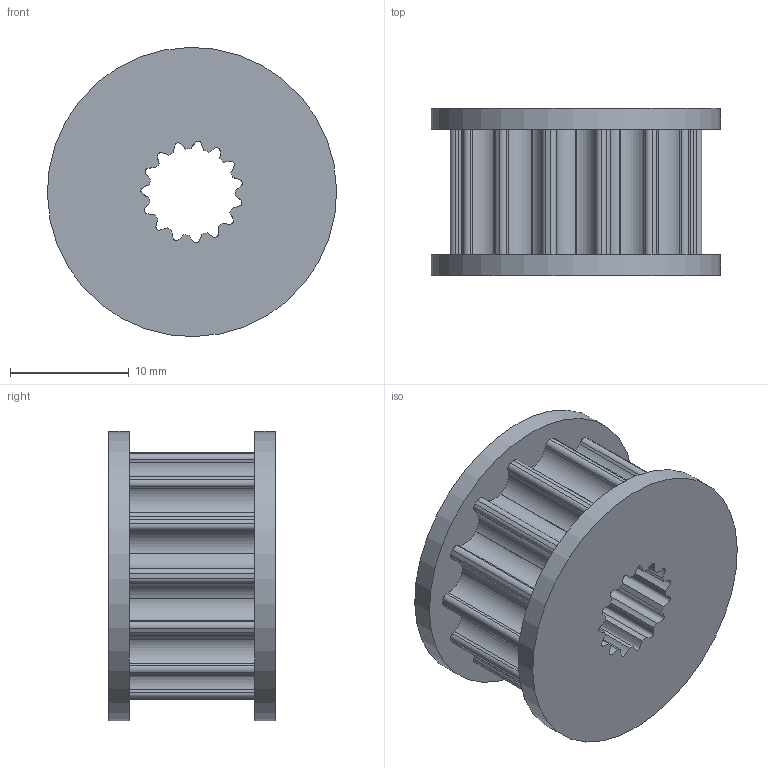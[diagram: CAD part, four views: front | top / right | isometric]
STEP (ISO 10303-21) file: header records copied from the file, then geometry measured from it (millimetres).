
FILE_DESCRIPTION(/* description */ ('STEP AP242'),/* implementation_level */ '2;1');
FILE_NAME(/* name */ '14t htd pulley.stp',/* time_stamp */ '2025-02-28T18:04:28-05:00',/* author */ ('brand'),/* organization */ (''),/* preprocessor_version */ 'ST-DEVELOPER v19.2',/* originating_system */ 'Autodesk Inventor 2023',/* authorisation */ ' ');
FILE_SCHEMA (('AUTOMOTIVE_DESIGN { 1 0 10303 214 3 1 1 }'));
Length unit declared in the file: metre
Products named in the file (1): 14t HTD Pulley 9.53mm Wide
Bounding box: 24.31 x 14.03 x 24.31 mm (x, y, z)
Volume: 3799 mm3; surface area: 2952.2 mm2
Topology: 1 solids, 1 shells, 214 faces, 609 edges, 406 vertices
Faces by surface type: cylinder 101, plane 89, bspline 24
Full cylindrical faces by diameter (mm): 24.313 x2
Entity records: 12811 total; most frequent: CARTESIAN_POINT 7133, ORIENTED_EDGE 1218, DIRECTION 1145, EDGE_CURVE 609, VERTEX_POINT 406, AXIS2_PLACEMENT_3D 393, LINE 359, VECTOR 359
